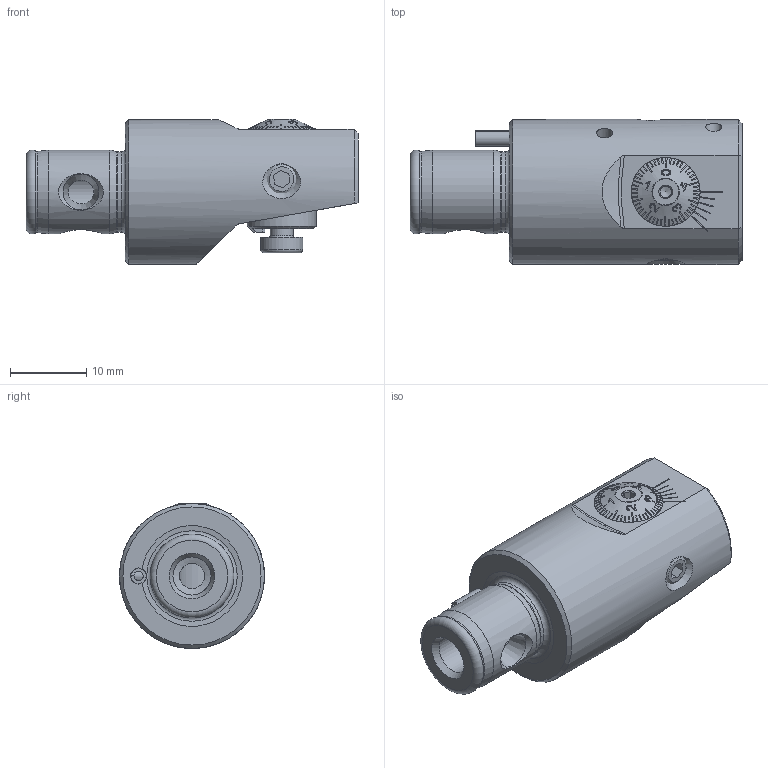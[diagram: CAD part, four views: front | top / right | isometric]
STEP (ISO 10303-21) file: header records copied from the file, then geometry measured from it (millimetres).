
FILE_DESCRIPTION(/* description */ ('STEP AP203'),/* implementation_level */ '2;1');
FILE_NAME(/* name */ 'S11-FBH20-24.stp',/* time_stamp */ '2022-08-04T16:15:43+09:00',/* author */ ('KKK'),/* organization */ (''),/* preprocessor_version */ 'ST-DEVELOPER v18.1',/* originating_system */ 'Autodesk Inventor 2022',/* authorisation */ '');
FILE_SCHEMA (('AUTOMOTIVE_DESIGN { 1 0 10303 214 3 1 1 }'));
Length unit declared in the file: millimetre
Products named in the file (15): YG1-F19.AA4.032; YG1-F19.AA3.032_A_Khlung neu; F20-BG3.004.018_A; Klebstoff D4; ISO 4026 - M4 x 3; F19-BG1.AA4.009_Komplett; F19-BG1.AA3.009_A_Standart ; F14-BG3.006.004_A; F19-BG2.007.009_A; F19-BG2.009.002_A; DIN 3771 - 8x0.5; F19-BG2.009.003_A; DIN 7984 - M3 x 5_DIN 7984 - M3 x 5; ISO 4762 - M1.4 x 4; ISO 8752 2x10
Assembly tree (14 placements, depth 3):
  YG1-F19.AA4.032
    YG1-F19.AA3.032_A_Khlung neu
    F20-BG3.004.018_A
    Klebstoff D4
    ISO 4026 - M4 x 3
    F19-BG1.AA4.009_Komplett
      F19-BG1.AA3.009_A_Standart 
      F14-BG3.006.004_A
      F19-BG2.007.009_A
      F19-BG2.009.002_A
      DIN 3771 - 8x0.5
      F19-BG2.009.003_A
    DIN 7984 - M3 x 5_DIN 7984 - M3 x 5
    ISO 4762 - M1.4 x 4
    ISO 8752 2x10
Bounding box: 43.5 x 19 x 19 mm (x, y, z)
Volume: 7542.9 mm3; surface area: 5554.6 mm2
Topology: 13 solids, 13 shells, 575 faces, 1544 edges, 1012 vertices
Faces by surface type: plane 400, cylinder 62, cone 57, bspline 36, torus 20
Full cylindrical faces by diameter (mm): 1 x1, 1.183 x1, 1.4 x1, 1.5 x3, 2.1 x7, 2.5 x1, 2.6 x1, 3 x2, 3.3 x3, 3.45 x1, 3.5 x2, 3.7 x1, 3.95 x1, 4 x3, 4.25 x1, 4.5 x1, 5 x3, 5.5 x2, 5.6 x2, 5.9 x4, 6.2 x1, 7 x1, 7.1 x1, 7.8 x1, 8.98 x1, 9 x4, 10.5 x1, 11 x1, 19 x1
Entity records: 21014 total; most frequent: CARTESIAN_POINT 6453, ORIENTED_EDGE 3074, DIRECTION 2803, EDGE_CURVE 1537, VERTEX_POINT 1012, AXIS2_PLACEMENT_3D 973, LINE 857, VECTOR 857
